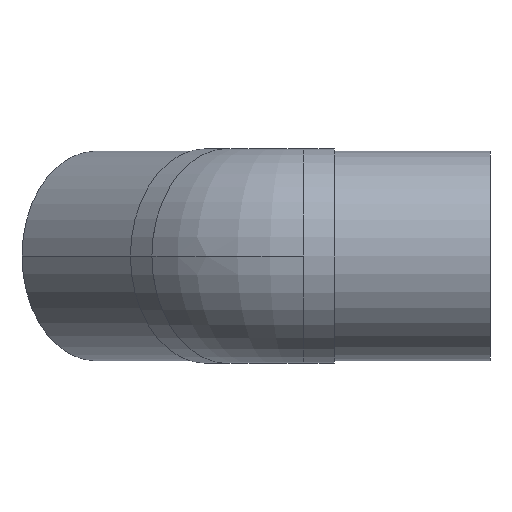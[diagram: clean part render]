
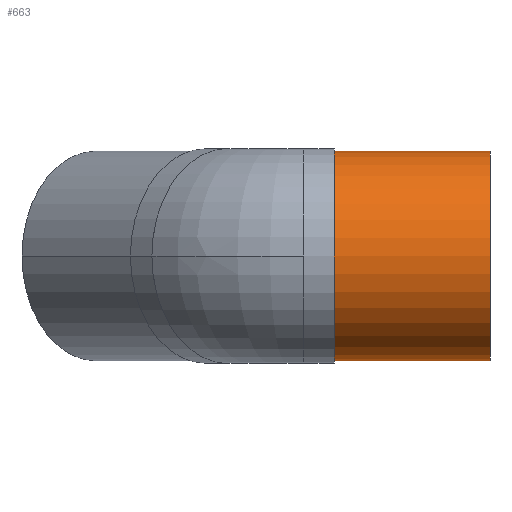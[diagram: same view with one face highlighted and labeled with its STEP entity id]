
A CAD part, left-side view. The second image highlights one B-rep face of the part: STEP entity #663.
In plain terms, the highlighted cylindrical face has radius 70 mm (diameter 140 mm), a partial arc.
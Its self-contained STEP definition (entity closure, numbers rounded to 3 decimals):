
#6 = ORIENTED_EDGE ( 'NONE', *, *, #772, .F. ) ;
#44 = CIRCLE ( 'NONE', #96, 70. ) ;
#62 = CIRCLE ( 'NONE', #98, 70. ) ;
#80 = FACE_OUTER_BOUND ( 'NONE', #1090, .T. ) ;
#96 = AXIS2_PLACEMENT_3D ( 'NONE', #267, #263, #248 ) ;
#98 = AXIS2_PLACEMENT_3D ( 'NONE', #293, #288, #280 ) ;
#135 = VECTOR ( 'NONE', #594, 1000. ) ;
#137 = LINE ( 'NONE', #600, #135 ) ;
#152 = VECTOR ( 'NONE', #774, 1000. ) ;
#166 = DIRECTION ( 'NONE',  ( 0., -1., 0. ) ) ;
#201 = LINE ( 'NONE', #788, #152 ) ;
#232 = VERTEX_POINT ( 'NONE', #1202 ) ;
#248 = DIRECTION ( 'NONE',  ( 0., 0., -1. ) ) ;
#263 = DIRECTION ( 'NONE',  ( 0., -1., 0. ) ) ;
#267 = CARTESIAN_POINT ( 'NONE',  ( 0., -154., 0. ) ) ;
#280 = DIRECTION ( 'NONE',  ( 0., 0., -1. ) ) ;
#288 = DIRECTION ( 'NONE',  ( 0., -1., 0. ) ) ;
#291 = ORIENTED_EDGE ( 'NONE', *, *, #825, .T. ) ;
#293 = CARTESIAN_POINT ( 'NONE',  ( 0., -50., 0. ) ) ;
#341 = CARTESIAN_POINT ( 'NONE',  ( 0., -154., 0. ) ) ;
#431 = AXIS2_PLACEMENT_3D ( 'NONE', #341, #166, #446 ) ;
#446 = DIRECTION ( 'NONE',  ( 0., 0., -1. ) ) ;
#594 = DIRECTION ( 'NONE',  ( 0., -1., 0. ) ) ;
#600 = CARTESIAN_POINT ( 'NONE',  ( 0., -154., -70. ) ) ;
#644 = ORIENTED_EDGE ( 'NONE', *, *, #780, .T. ) ;
#663 = ADVANCED_FACE ( 'NONE', ( #80 ), #987, .T. ) ;
#676 = ORIENTED_EDGE ( 'NONE', *, *, #827, .F. ) ;
#750 = VERTEX_POINT ( 'NONE', #961 ) ;
#772 = EDGE_CURVE ( 'NONE', #1017, #935, #201, .T. ) ;
#774 = DIRECTION ( 'NONE',  ( 0., -1., 0. ) ) ;
#780 = EDGE_CURVE ( 'NONE', #750, #232, #137, .T. ) ;
#788 = CARTESIAN_POINT ( 'NONE',  ( 0., -154., 70. ) ) ;
#825 = EDGE_CURVE ( 'NONE', #1017, #750, #62, .T. ) ;
#827 = EDGE_CURVE ( 'NONE', #935, #232, #44, .T. ) ;
#848 = CARTESIAN_POINT ( 'NONE',  ( 0., -154., 70. ) ) ;
#935 = VERTEX_POINT ( 'NONE', #848 ) ;
#961 = CARTESIAN_POINT ( 'NONE',  ( 0., -50., -70. ) ) ;
#987 = CYLINDRICAL_SURFACE ( 'NONE', #431, 70. ) ;
#1017 = VERTEX_POINT ( 'NONE', #1175 ) ;
#1090 = EDGE_LOOP ( 'NONE', ( #6, #291, #644, #676 ) ) ;
#1175 = CARTESIAN_POINT ( 'NONE',  ( 0., -50., 70. ) ) ;
#1202 = CARTESIAN_POINT ( 'NONE',  ( 0., -154., -70. ) ) ;
